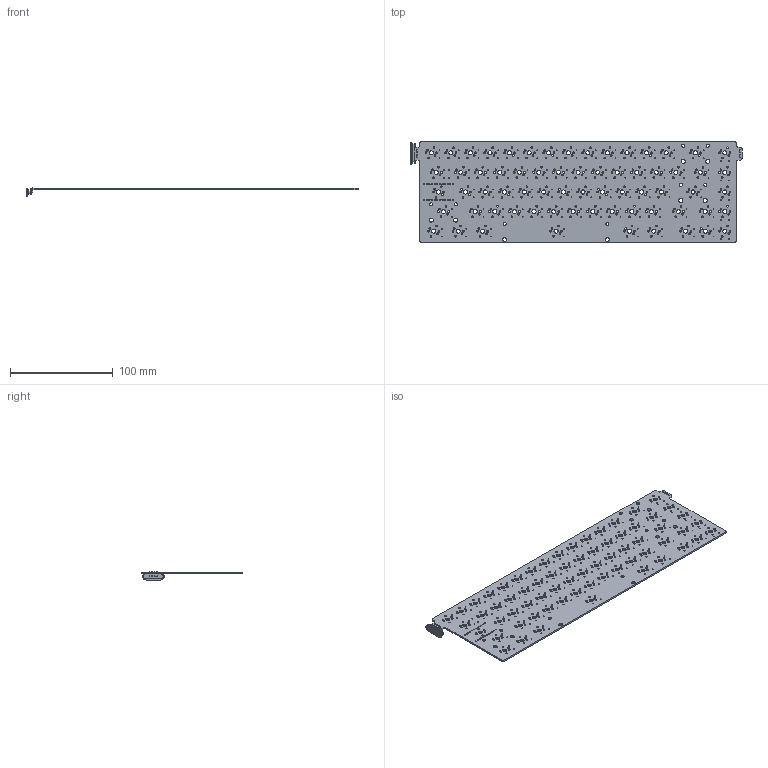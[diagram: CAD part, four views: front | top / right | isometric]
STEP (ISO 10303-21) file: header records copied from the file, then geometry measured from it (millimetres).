
FILE_DESCRIPTION(('KiCad electronic assembly'),'2;1');
FILE_NAME('65NumpadEdit6.step','2021-01-06T04:11:13',('An Author'),( 'A Company'),'Open CASCADE STEP processor 6.9', 'KiCad to STEP converter','Unknown');
FILE_SCHEMA(('AUTOMOTIVE_DESIGN { 1 0 10303 214 1 1 1 1 }'));
Length unit declared in the file: millimetre
Products named in the file (4): Open CASCADE STEP translator 6.9 1; Pogo_v3; COMPOUND
Assembly tree (3 placements, depth 3):
  Open CASCADE STEP translator 6.9 1
    Pogo_v3
      COMPOUND
    COMPOUND
Bounding box: 323.11 x 98.42 x 7.8 mm (x, y, z)
Volume: 45966.8 mm3; surface area: 64561.7 mm2
Topology: 6 solids, 6 shells, 794 faces, 2301 edges, 1522 vertices
Faces by surface type: cylinder 715, plane 59, torus 16, sphere 4
Full cylindrical faces by diameter (mm): 0.8 x134, 0.9 x4, 1 x8, 1.092 x24, 1.6 x268, 1.75 x134, 3.048 x8, 3.988 x21, 4 x54
Entity records: 60082 total; most frequent: DIRECTION 9887, CARTESIAN_POINT 9871, ORIENTED_EDGE 4594, PCURVE 4594, DEFINITIONAL_REPRESENTATION 4594, LINE 4027, VECTOR 4027, CIRCLE 2814
